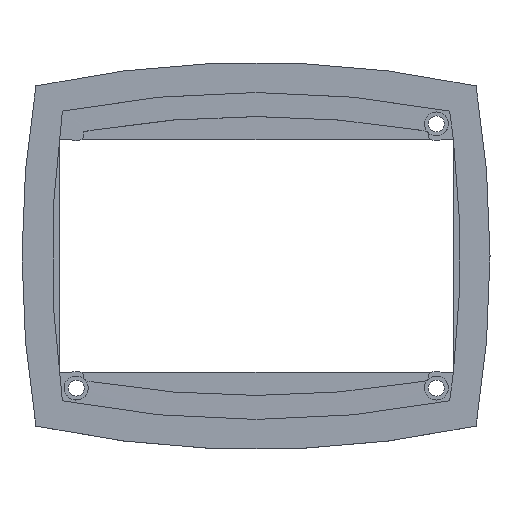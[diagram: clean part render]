
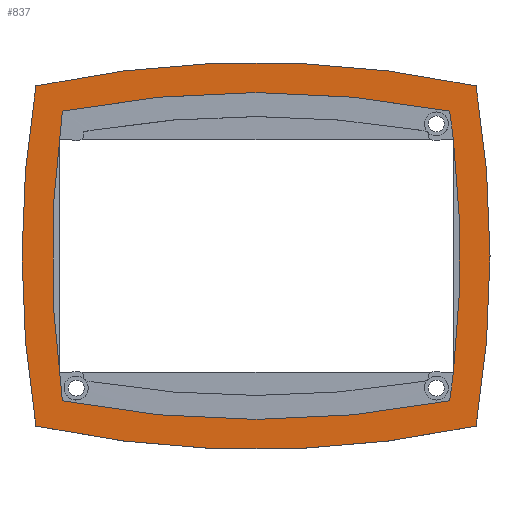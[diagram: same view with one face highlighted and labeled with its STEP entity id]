
A CAD part, top view. The second image highlights one B-rep face of the part: STEP entity #837.
In plain terms, the highlighted planar face has unit normal (0, 0, 1).
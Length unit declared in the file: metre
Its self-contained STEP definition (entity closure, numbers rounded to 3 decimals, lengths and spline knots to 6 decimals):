
#14=PLANE('',#901);
#35=LINE('',#1312,#98);
#36=LINE('',#1314,#99);
#37=LINE('',#1315,#100);
#38=LINE('',#1317,#101);
#98=VECTOR('',#1031,1.);
#99=VECTOR('',#1032,1.);
#100=VECTOR('',#1033,1.);
#101=VECTOR('',#1034,1.);
#165=ORIENTED_EDGE('',*,*,#417,.T.);
#166=ORIENTED_EDGE('',*,*,#418,.T.);
#167=ORIENTED_EDGE('',*,*,#419,.T.);
#168=ORIENTED_EDGE('',*,*,#420,.T.);
#169=ORIENTED_EDGE('',*,*,#411,.F.);
#170=ORIENTED_EDGE('',*,*,#421,.T.);
#171=ORIENTED_EDGE('',*,*,#422,.T.);
#172=ORIENTED_EDGE('',*,*,#413,.F.);
#173=ORIENTED_EDGE('',*,*,#423,.T.);
#174=ORIENTED_EDGE('',*,*,#424,.F.);
#175=ORIENTED_EDGE('',*,*,#425,.F.);
#176=ORIENTED_EDGE('',*,*,#426,.F.);
#177=ORIENTED_EDGE('',*,*,#427,.F.);
#178=ORIENTED_EDGE('',*,*,#428,.F.);
#411=EDGE_CURVE('',#537,#538,#623,.T.);
#413=EDGE_CURVE('',#539,#540,#624,.T.);
#417=EDGE_CURVE('',#543,#544,#626,.T.);
#418=EDGE_CURVE('',#544,#545,#627,.T.);
#419=EDGE_CURVE('',#545,#546,#628,.T.);
#420=EDGE_CURVE('',#546,#543,#629,.T.);
#421=EDGE_CURVE('',#537,#547,#35,.T.);
#422=EDGE_CURVE('',#547,#540,#36,.T.);
#423=EDGE_CURVE('',#539,#548,#37,.T.);
#424=EDGE_CURVE('',#549,#548,#38,.T.);
#425=EDGE_CURVE('',#550,#549,#630,.T.);
#426=EDGE_CURVE('',#551,#550,#631,.T.);
#427=EDGE_CURVE('',#552,#551,#632,.T.);
#428=EDGE_CURVE('',#538,#552,#633,.T.);
#537=VERTEX_POINT('',#1290);
#538=VERTEX_POINT('',#1292);
#539=VERTEX_POINT('',#1296);
#540=VERTEX_POINT('',#1297);
#543=VERTEX_POINT('',#1305);
#544=VERTEX_POINT('',#1306);
#545=VERTEX_POINT('',#1308);
#546=VERTEX_POINT('',#1310);
#547=VERTEX_POINT('',#1313);
#548=VERTEX_POINT('',#1316);
#549=VERTEX_POINT('',#1318);
#550=VERTEX_POINT('',#1320);
#551=VERTEX_POINT('',#1322);
#552=VERTEX_POINT('',#1324);
#623=CIRCLE('',#897,0.254405);
#624=CIRCLE('',#899,0.254405);
#626=CIRCLE('',#902,0.261905);
#627=CIRCLE('',#903,0.261905);
#628=CIRCLE('',#904,0.261905);
#629=CIRCLE('',#905,0.261905);
#630=CIRCLE('',#906,0.254405);
#631=CIRCLE('',#907,0.254405);
#632=CIRCLE('',#908,0.254405);
#633=CIRCLE('',#909,0.254405);
#687=EDGE_LOOP('',(#165,#166,#167,#168));
#688=EDGE_LOOP('',(#169,#170,#171,#172,#173,#174,#175,#176,#177,#178));
#748=FACE_BOUND('',#687,.T.);
#749=FACE_BOUND('',#688,.T.);
#837=ADVANCED_FACE('',(#748,#749),#14,.T.);
#897=AXIS2_PLACEMENT_3D('',#1291,#1010,#1011);
#899=AXIS2_PLACEMENT_3D('',#1295,#1015,#1016);
#901=AXIS2_PLACEMENT_3D('',#1303,#1021,#1022);
#902=AXIS2_PLACEMENT_3D('',#1304,#1023,#1024);
#903=AXIS2_PLACEMENT_3D('',#1307,#1025,#1026);
#904=AXIS2_PLACEMENT_3D('',#1309,#1027,#1028);
#905=AXIS2_PLACEMENT_3D('',#1311,#1029,#1030);
#906=AXIS2_PLACEMENT_3D('',#1319,#1035,#1036);
#907=AXIS2_PLACEMENT_3D('',#1321,#1037,#1038);
#908=AXIS2_PLACEMENT_3D('',#1323,#1039,#1040);
#909=AXIS2_PLACEMENT_3D('',#1325,#1041,#1042);
#1010=DIRECTION('',(0.,0.,1.));
#1011=DIRECTION('',(0.,-1.,0.));
#1015=DIRECTION('',(0.,0.,1.));
#1016=DIRECTION('',(0.,-1.,0.));
#1021=DIRECTION('',(0.,0.,1.));
#1022=DIRECTION('',(1.,0.,0.));
#1023=DIRECTION('',(0.,0.,1.));
#1024=DIRECTION('',(0.,-1.,0.));
#1025=DIRECTION('',(0.,0.,1.));
#1026=DIRECTION('',(0.,-1.,0.));
#1027=DIRECTION('',(0.,0.,1.));
#1028=DIRECTION('',(0.,-1.,0.));
#1029=DIRECTION('',(0.,0.,1.));
#1030=DIRECTION('',(0.,-1.,0.));
#1031=DIRECTION('',(1.,0.,0.));
#1032=DIRECTION('',(0.,-1.,0.));
#1033=DIRECTION('',(0.,-1.,0.));
#1034=DIRECTION('',(1.,0.,0.));
#1035=DIRECTION('',(0.,0.,1.));
#1036=DIRECTION('',(0.,-1.,0.));
#1037=DIRECTION('',(0.,0.,1.));
#1038=DIRECTION('',(0.,-1.,0.));
#1039=DIRECTION('',(0.,0.,1.));
#1040=DIRECTION('',(0.,-1.,0.));
#1041=DIRECTION('',(0.,0.,1.));
#1042=DIRECTION('',(0.,-1.,0.));
#1290=CARTESIAN_POINT('',(0.117311,0.061519,0.084));
#1291=CARTESIAN_POINT('',(-0.135433,0.0325,0.084));
#1292=CARTESIAN_POINT('',(0.116383,0.068697,0.084));
#1295=CARTESIAN_POINT('',(-0.135433,0.0325,0.084));
#1296=CARTESIAN_POINT('',(0.117361,0.003922,0.084));
#1297=CARTESIAN_POINT('',(0.117361,0.061078,0.084));
#1303=CARTESIAN_POINT('',(0.068,0.0325,0.084));
#1304=CARTESIAN_POINT('',(-0.135433,0.0325,0.084));
#1305=CARTESIAN_POINT('',(0.123,-0.01,0.084));
#1306=CARTESIAN_POINT('',(0.123,0.075,0.084));
#1307=CARTESIAN_POINT('',(0.068,-0.181065,0.084));
#1308=CARTESIAN_POINT('',(0.013,0.075,0.084));
#1309=CARTESIAN_POINT('',(0.271433,0.0325,0.084));
#1310=CARTESIAN_POINT('',(0.013,-0.01,0.084));
#1311=CARTESIAN_POINT('',(0.068,0.246065,0.084));
#1312=CARTESIAN_POINT('',(0.068,0.061519,0.084));
#1313=CARTESIAN_POINT('',(0.117361,0.061519,0.084));
#1314=CARTESIAN_POINT('',(0.117361,0.0325,0.084));
#1315=CARTESIAN_POINT('',(0.117361,0.0325,0.084));
#1316=CARTESIAN_POINT('',(0.117361,0.003479,0.084));
#1317=CARTESIAN_POINT('',(0.068,0.003479,0.084));
#1318=CARTESIAN_POINT('',(0.117311,0.003479,0.084));
#1319=CARTESIAN_POINT('',(-0.135433,0.0325,0.084));
#1320=CARTESIAN_POINT('',(0.116383,-0.003697,0.084));
#1321=CARTESIAN_POINT('',(0.068,0.246065,0.084));
#1322=CARTESIAN_POINT('',(0.019617,-0.003697,0.084));
#1323=CARTESIAN_POINT('',(0.271433,0.0325,0.084));
#1324=CARTESIAN_POINT('',(0.019617,0.068697,0.084));
#1325=CARTESIAN_POINT('',(0.068,-0.181065,0.084));
